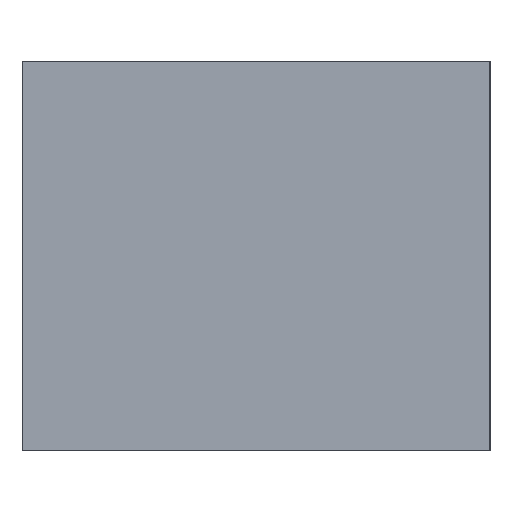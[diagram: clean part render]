
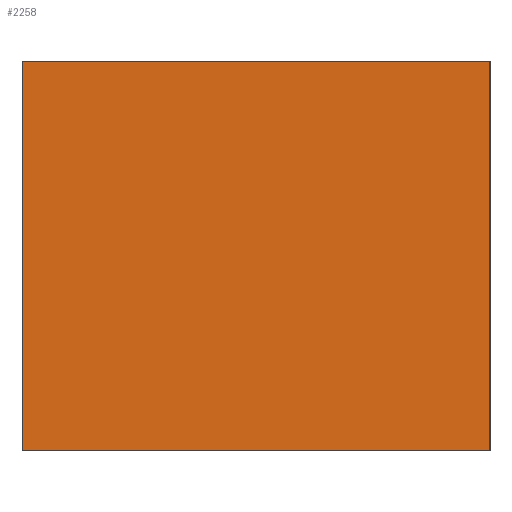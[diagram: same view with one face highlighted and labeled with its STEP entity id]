
A CAD part, left-side view. The second image highlights one B-rep face of the part: STEP entity #2258.
In plain terms, the highlighted planar face has unit normal (-1, 0, 0).
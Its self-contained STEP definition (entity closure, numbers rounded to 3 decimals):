
#1 = DIRECTION ( 'NONE',  ( 0., 0., -1. ) ) ;
#53 = LINE ( 'NONE', #1340, #2332 ) ;
#90 = DIRECTION ( 'NONE',  ( 0., 0., -1. ) ) ;
#115 = EDGE_CURVE ( 'NONE', #1676, #2310, #218, .T. ) ;
#218 = LINE ( 'NONE', #2263, #929 ) ;
#337 = LINE ( 'NONE', #1816, #1820 ) ;
#464 = EDGE_LOOP ( 'NONE', ( #1701, #582, #1105, #1899 ) ) ;
#508 = DIRECTION ( 'NONE',  ( 0., 0., -1. ) ) ;
#582 = ORIENTED_EDGE ( 'NONE', *, *, #1346, .F. ) ;
#601 = CARTESIAN_POINT ( 'NONE',  ( -2., 0., 20. ) ) ;
#771 = LINE ( 'NONE', #601, #1891 ) ;
#796 = DIRECTION ( 'NONE',  ( 0., -1., 0. ) ) ;
#801 = EDGE_CURVE ( 'NONE', #1480, #887, #771, .T. ) ;
#885 = DIRECTION ( 'NONE',  ( 1., 0., 0. ) ) ;
#887 = VERTEX_POINT ( 'NONE', #1360 ) ;
#929 = VECTOR ( 'NONE', #796, 1000. ) ;
#1090 = CARTESIAN_POINT ( 'NONE',  ( -2., 0., 0. ) ) ;
#1105 = ORIENTED_EDGE ( 'NONE', *, *, #801, .T. ) ;
#1340 = CARTESIAN_POINT ( 'NONE',  ( -2., 18., 0. ) ) ;
#1346 = EDGE_CURVE ( 'NONE', #1480, #2310, #337, .T. ) ;
#1360 = CARTESIAN_POINT ( 'NONE',  ( -2., 18., 20. ) ) ;
#1444 = PLANE ( 'NONE',  #1446 ) ;
#1446 = AXIS2_PLACEMENT_3D ( 'NONE', #1090, #885, #1 ) ;
#1480 = VERTEX_POINT ( 'NONE', #2009 ) ;
#1544 = CARTESIAN_POINT ( 'NONE',  ( -2., 18., 0. ) ) ;
#1627 = CARTESIAN_POINT ( 'NONE',  ( -2., -6., 0. ) ) ;
#1665 = EDGE_CURVE ( 'NONE', #887, #1676, #53, .T. ) ;
#1676 = VERTEX_POINT ( 'NONE', #1544 ) ;
#1701 = ORIENTED_EDGE ( 'NONE', *, *, #115, .T. ) ;
#1816 = CARTESIAN_POINT ( 'NONE',  ( -2., -6., 20. ) ) ;
#1820 = VECTOR ( 'NONE', #508, 1000. ) ;
#1891 = VECTOR ( 'NONE', #2065, 1000. ) ;
#1898 = FACE_OUTER_BOUND ( 'NONE', #464, .T. ) ;
#1899 = ORIENTED_EDGE ( 'NONE', *, *, #1665, .T. ) ;
#2009 = CARTESIAN_POINT ( 'NONE',  ( -2., -6., 20. ) ) ;
#2065 = DIRECTION ( 'NONE',  ( 0., 1., 0. ) ) ;
#2258 = ADVANCED_FACE ( 'NONE', ( #1898 ), #1444, .F. ) ;
#2263 = CARTESIAN_POINT ( 'NONE',  ( -2., 0., 0. ) ) ;
#2310 = VERTEX_POINT ( 'NONE', #1627 ) ;
#2332 = VECTOR ( 'NONE', #90, 1000. ) ;
